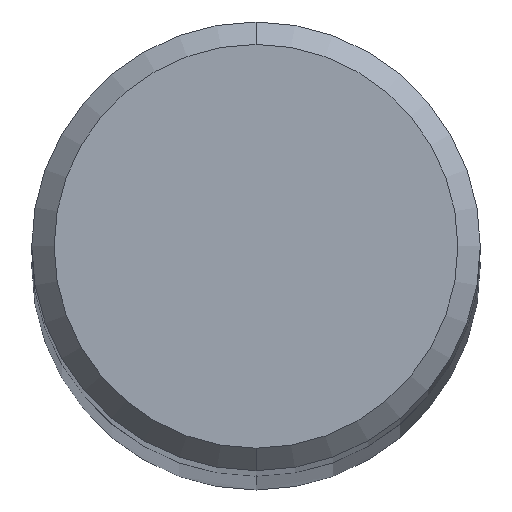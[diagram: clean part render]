
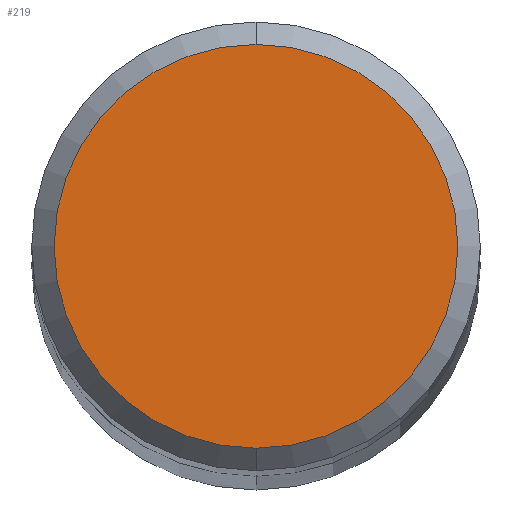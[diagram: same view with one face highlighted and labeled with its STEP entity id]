
A CAD part, top view. The second image highlights one B-rep face of the part: STEP entity #219.
In plain terms, the highlighted planar face has unit normal (0, 0, 1).
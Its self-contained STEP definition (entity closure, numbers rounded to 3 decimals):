
#219=ADVANCED_FACE('',(#484),#485,.T.);
#239=VERTEX_POINT('',#508);
#251=EDGE_CURVE('',#239,#367,#521,.T.);
#263=EDGE_CURVE('',#367,#239,#533,.T.);
#367=VERTEX_POINT('',#645);
#484=FACE_OUTER_BOUND('',#801,.T.);
#485=PLANE('',#802);
#508=CARTESIAN_POINT('',(0.0,5.4,82.0));
#521=CIRCLE('',#844,5.4);
#533=CIRCLE('',#857,5.4);
#645=CARTESIAN_POINT('',(0.,-5.4,82.0));
#801=EDGE_LOOP('',(#1358,#1359));
#802=AXIS2_PLACEMENT_3D('',#1360,#1361,#1362);
#844=AXIS2_PLACEMENT_3D('',#1415,#1416,#1417);
#857=AXIS2_PLACEMENT_3D('',#1418,#1419,#1420);
#1358=ORIENTED_EDGE('',*,*,#251,.F.);
#1359=ORIENTED_EDGE('',*,*,#263,.F.);
#1360=CARTESIAN_POINT('',(0.0,2.7,82.0));
#1361=DIRECTION('',(0.0,0.0,1.0));
#1362=DIRECTION('',(0.0,-1.0,0.0));
#1415=CARTESIAN_POINT('',(0.0,0.0,82.0));
#1416=DIRECTION('',(0.0,0.0,-1.0));
#1417=DIRECTION('',(0.0,1.0,0.0));
#1418=CARTESIAN_POINT('',(0.0,0.0,82.0));
#1419=DIRECTION('',(0.0,0.0,-1.0));
#1420=DIRECTION('',(0.0,1.0,0.0));
